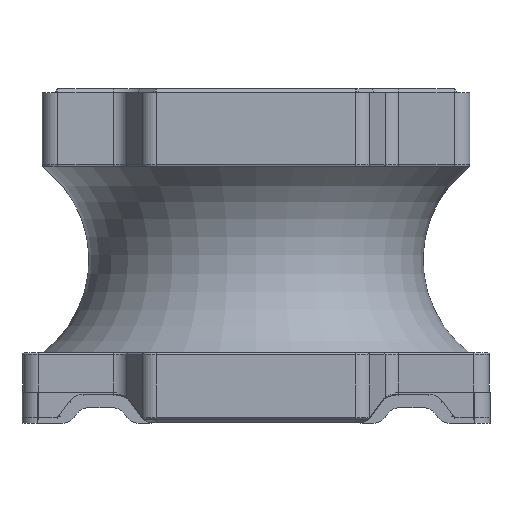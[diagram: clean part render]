
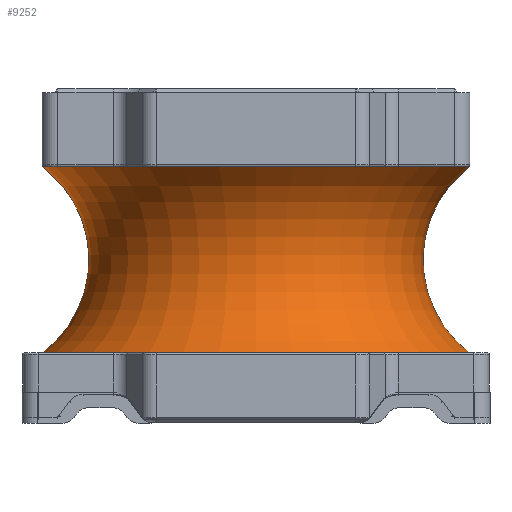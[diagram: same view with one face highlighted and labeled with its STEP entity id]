
A CAD part, left-side view. The second image highlights one B-rep face of the part: STEP entity #9252.
In plain terms, the highlighted toroidal (fillet/blend) face has major radius 3.65 mm and minor radius 1.5 mm.
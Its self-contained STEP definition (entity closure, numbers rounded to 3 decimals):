
#133=TOROIDAL_SURFACE('',#10031,3.65,1.5);
#3566=ORIENTED_EDGE('',*,*,#4602,.F.);
#3567=ORIENTED_EDGE('',*,*,#4601,.T.);
#4601=EDGE_CURVE('',#5248,#5248,#5579,.T.);
#4602=EDGE_CURVE('',#5249,#5249,#5580,.T.);
#5248=VERTEX_POINT('',#16922);
#5249=VERTEX_POINT('',#16925);
#5579=CIRCLE('',#10028,2.75);
#5580=CIRCLE('',#10030,2.75);
#6049=EDGE_LOOP('',(#3566));
#6050=EDGE_LOOP('',(#3567));
#6519=FACE_BOUND('',#6049,.T.);
#6520=FACE_BOUND('',#6050,.T.);
#9252=ADVANCED_FACE('',(#6519,#6520),#133,.F.);
#10028=AXIS2_PLACEMENT_3D('',#16921,#12036,#12037);
#10030=AXIS2_PLACEMENT_3D('',#16924,#12040,#12041);
#10031=AXIS2_PLACEMENT_3D('',#16926,#12042,#12043);
#12036=DIRECTION('',(0.,0.,-1.));
#12037=DIRECTION('',(1.,0.,0.));
#12040=DIRECTION('',(0.,0.,-1.));
#12041=DIRECTION('',(1.,0.,0.));
#12042=DIRECTION('',(0.,0.,-1.));
#12043=DIRECTION('',(-1.,0.,0.));
#16921=CARTESIAN_POINT('',(0.,0.,1.2));
#16922=CARTESIAN_POINT('',(2.75,0.,1.2));
#16924=CARTESIAN_POINT('',(0.,0.,-1.2));
#16925=CARTESIAN_POINT('',(2.75,0.,-1.2));
#16926=CARTESIAN_POINT('',(0.,0.,0.));
